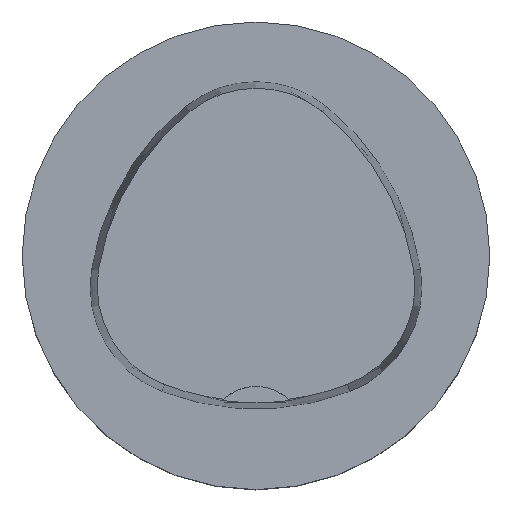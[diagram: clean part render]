
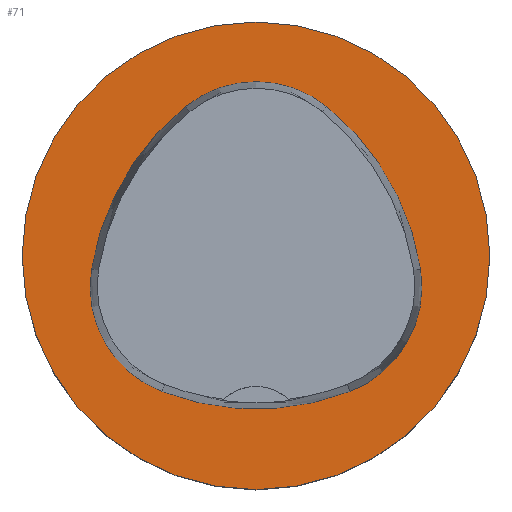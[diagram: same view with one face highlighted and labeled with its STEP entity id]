
A CAD part, top view. The second image highlights one B-rep face of the part: STEP entity #71.
In plain terms, the highlighted planar face has unit normal (0, 0, 1).
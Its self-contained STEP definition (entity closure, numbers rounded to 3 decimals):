
#71=ADVANCED_FACE('',(#94,#95),#89,.T.);
#89=PLANE('',#288);
#94=FACE_BOUND('',#110,.T.);
#95=FACE_BOUND('',#111,.T.);
#110=EDGE_LOOP('',(#136));
#111=EDGE_LOOP('',(#137,#138,#139,#140,#141,#142));
#136=ORIENTED_EDGE('',*,*,#224,.T.);
#137=ORIENTED_EDGE('',*,*,#225,.T.);
#138=ORIENTED_EDGE('',*,*,#226,.T.);
#139=ORIENTED_EDGE('',*,*,#227,.T.);
#140=ORIENTED_EDGE('',*,*,#228,.T.);
#141=ORIENTED_EDGE('',*,*,#229,.T.);
#142=ORIENTED_EDGE('',*,*,#230,.T.);
#200=VERTEX_POINT('',#417);
#201=VERTEX_POINT('',#419);
#202=VERTEX_POINT('',#420);
#203=VERTEX_POINT('',#422);
#204=VERTEX_POINT('',#424);
#205=VERTEX_POINT('',#426);
#206=VERTEX_POINT('',#428);
#224=EDGE_CURVE('',#200,#200,#256,.T.);
#225=EDGE_CURVE('',#201,#202,#257,.T.);
#226=EDGE_CURVE('',#202,#203,#258,.T.);
#227=EDGE_CURVE('',#203,#204,#259,.T.);
#228=EDGE_CURVE('',#204,#205,#260,.T.);
#229=EDGE_CURVE('',#205,#206,#261,.T.);
#230=EDGE_CURVE('',#206,#201,#262,.T.);
#256=CIRCLE('',#281,25.0);
#257=CIRCLE('',#282,28.0);
#258=CIRCLE('',#283,12.0);
#259=CIRCLE('',#284,28.0);
#260=CIRCLE('',#285,12.0);
#261=CIRCLE('',#286,28.0);
#262=CIRCLE('',#287,12.0);
#281=AXIS2_PLACEMENT_3D('',#416,#325,#326);
#282=AXIS2_PLACEMENT_3D('',#418,#327,#328);
#283=AXIS2_PLACEMENT_3D('',#421,#329,#330);
#284=AXIS2_PLACEMENT_3D('',#423,#331,#332);
#285=AXIS2_PLACEMENT_3D('',#425,#333,#334);
#286=AXIS2_PLACEMENT_3D('',#427,#335,#336);
#287=AXIS2_PLACEMENT_3D('',#429,#337,#338);
#288=AXIS2_PLACEMENT_3D('',#430,#339,#340);
#325=DIRECTION('',(0.0,0.0,1.0));
#326=DIRECTION('',(1.0,0.0,0.0));
#327=DIRECTION('',(0.0,0.0,-1.0));
#328=DIRECTION('',(-1.0,0.0,0.0));
#329=DIRECTION('',(0.0,0.0,-1.0));
#330=DIRECTION('',(-1.0,0.0,0.0));
#331=DIRECTION('',(0.0,0.0,-1.0));
#332=DIRECTION('',(-1.0,0.0,0.0));
#333=DIRECTION('',(0.0,0.0,-1.0));
#334=DIRECTION('',(-1.0,0.0,0.0));
#335=DIRECTION('',(0.0,0.0,-1.0));
#336=DIRECTION('',(-1.0,0.0,0.0));
#337=DIRECTION('',(0.0,0.0,-1.0));
#338=DIRECTION('',(-1.0,0.0,0.0));
#339=DIRECTION('',(0.0,0.0,1.0));
#340=DIRECTION('',(1.0,0.0,0.0));
#416=CARTESIAN_POINT('',(0.0,0.0,0.0));
#417=CARTESIAN_POINT('',(25.0,0.0,0.0));
#418=CARTESIAN_POINT('',(-0.01,11.631,0.0));
#419=CARTESIAN_POINT('',(10.05,-14.499,0.0));
#420=CARTESIAN_POINT('',(-10.025,-14.516,0.0));
#421=CARTESIAN_POINT('',(-5.733,-3.31,0.0));
#422=CARTESIAN_POINT('',(-17.584,-1.424,0.0));
#423=CARTESIAN_POINT('',(10.068,-5.824,0.0));
#424=CARTESIAN_POINT('',(-7.531,15.953,0.0));
#425=CARTESIAN_POINT('',(0.011,6.62,0.0));
#426=CARTESIAN_POINT('',(7.567,15.942,0.0));
#427=CARTESIAN_POINT('',(-10.063,-5.81,0.0));
#428=CARTESIAN_POINT('',(17.59,-1.418,0.0));
#429=CARTESIAN_POINT('',(5.739,-3.3,0.0));
#430=CARTESIAN_POINT('',(-17.319,0.0,0.0));
